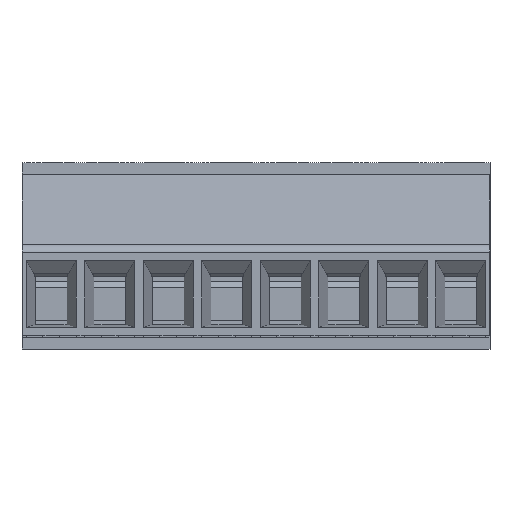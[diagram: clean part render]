
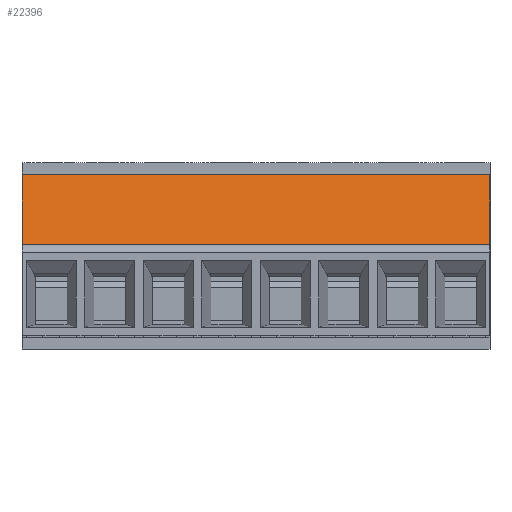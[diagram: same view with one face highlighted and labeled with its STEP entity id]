
A CAD part, top view. The second image highlights one B-rep face of the part: STEP entity #22396.
In plain terms, the highlighted face is planar.
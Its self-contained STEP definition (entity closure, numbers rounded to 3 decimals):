
#1073 = EDGE_CURVE ( 'NONE', #27482, #11208, #13744, .T. ) ;
#1145 = VERTEX_POINT ( 'NONE', #21304 ) ;
#1980 = DIRECTION ( 'NONE',  ( -0.977, 0.212, 0. ) ) ;
#2214 = EDGE_CURVE ( 'NONE', #8171, #1145, #6977, .T. ) ;
#3592 = VECTOR ( 'NONE', #14722, 1000. ) ;
#6271 = VECTOR ( 'NONE', #16571, 1000. ) ;
#6977 = LINE ( 'NONE', #12688, #32376 ) ;
#8171 = VERTEX_POINT ( 'NONE', #26271 ) ;
#9730 = ORIENTED_EDGE ( 'NONE', *, *, #31094, .T. ) ;
#11208 = VERTEX_POINT ( 'NONE', #31480 ) ;
#11298 = ORIENTED_EDGE ( 'NONE', *, *, #17769, .F. ) ;
#12187 = CARTESIAN_POINT ( 'NONE',  ( 1.423, 9.633, -3.5 ) ) ;
#12688 = CARTESIAN_POINT ( 'NONE',  ( 1.423, 9.633, 24.5 ) ) ;
#13207 = LINE ( 'NONE', #17147, #31933 ) ;
#13744 = LINE ( 'NONE', #21616, #6271 ) ;
#14137 = AXIS2_PLACEMENT_3D ( 'NONE', #17087, #1980, #19585 ) ;
#14722 = DIRECTION ( 'NONE',  ( 0., 0., 1. ) ) ;
#16571 = DIRECTION ( 'NONE',  ( -0.212, -0.977, 0. ) ) ;
#16984 = LINE ( 'NONE', #12187, #3592 ) ;
#17087 = CARTESIAN_POINT ( 'NONE',  ( 1.423, 9.633, -3.5 ) ) ;
#17147 = CARTESIAN_POINT ( 'NONE',  ( 0.519, 5.458, -3.5 ) ) ;
#17769 = EDGE_CURVE ( 'NONE', #27482, #8171, #16984, .T. ) ;
#18783 = ORIENTED_EDGE ( 'NONE', *, *, #1073, .T. ) ;
#19585 = DIRECTION ( 'NONE',  ( -0.212, -0.977, 0. ) ) ;
#19656 = DIRECTION ( 'NONE',  ( 0., 0., 1. ) ) ;
#21304 = CARTESIAN_POINT ( 'NONE',  ( 0.519, 5.458, 24.5 ) ) ;
#21616 = CARTESIAN_POINT ( 'NONE',  ( 1.423, 9.633, -3.5 ) ) ;
#22040 = PLANE ( 'NONE',  #14137 ) ;
#22396 = ADVANCED_FACE ( 'NONE', ( #27106 ), #22040, .T. ) ;
#23103 = ORIENTED_EDGE ( 'NONE', *, *, #2214, .F. ) ;
#25255 = DIRECTION ( 'NONE',  ( -0.212, -0.977, 0. ) ) ;
#25710 = CARTESIAN_POINT ( 'NONE',  ( 1.423, 9.633, -3.5 ) ) ;
#26271 = CARTESIAN_POINT ( 'NONE',  ( 1.423, 9.633, 24.5 ) ) ;
#26636 = EDGE_LOOP ( 'NONE', ( #9730, #23103, #11298, #18783 ) ) ;
#27106 = FACE_OUTER_BOUND ( 'NONE', #26636, .T. ) ;
#27482 = VERTEX_POINT ( 'NONE', #25710 ) ;
#31094 = EDGE_CURVE ( 'NONE', #11208, #1145, #13207, .T. ) ;
#31480 = CARTESIAN_POINT ( 'NONE',  ( 0.519, 5.458, -3.5 ) ) ;
#31933 = VECTOR ( 'NONE', #19656, 1000. ) ;
#32376 = VECTOR ( 'NONE', #25255, 1000. ) ;
